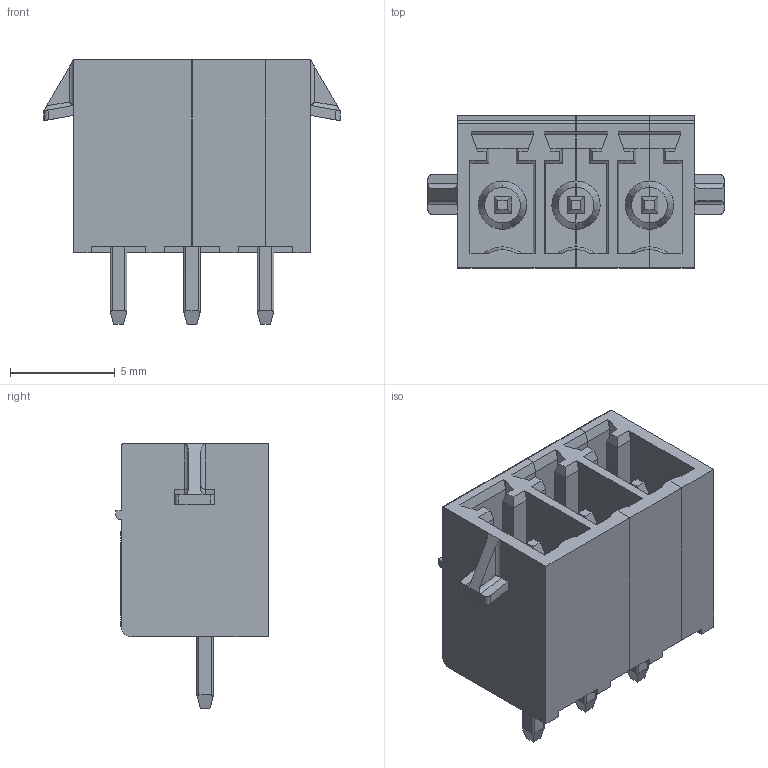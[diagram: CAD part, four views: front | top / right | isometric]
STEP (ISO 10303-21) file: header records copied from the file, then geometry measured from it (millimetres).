
FILE_DESCRIPTION(('STEP AP214'),'1');
FILE_NAME('cctmp_FFF4DF86-5218-46D3-954E-443F21C4DD18_2022_04_21_12_25_03_0018_9780..stp','2022-04-21T12:25:03',('PHOENIX CONTACT Deutschland GmbH'),('CADClick - www.CADClick.com'),'Spatial InterOp 3D',' ','unknown authorization');
FILE_SCHEMA(('AUTOMOTIVE_DESIGN'));
Length unit declared in the file: millimetre
Products named in the file (7): cc_unnamed; 2022_04_21_12_25_02_0987; 2022_04_21_12_25_02_0955; 2022_04_21_12_25_02_0924; 2022_04_21_12_25_02_0893; 2022_04_21_12_25_02_0862; 2022_04_21_12_25_02_0830
Assembly tree (6 placements, depth 2):
  cc_unnamed
    2022_04_21_12_25_02_0987
    2022_04_21_12_25_02_0955
    2022_04_21_12_25_02_0924
    2022_04_21_12_25_02_0893
    2022_04_21_12_25_02_0862
    2022_04_21_12_25_02_0830
Bounding box: 14.1 x 7.25 x 12.6 mm (x, y, z)
Volume: 424.9 mm3; surface area: 1216.7 mm2
Topology: 6 solids, 6 shells, 488 faces, 1371 edges, 907 vertices
Faces by surface type: plane 415, cylinder 42, extrusion 19, cone 12
Entity records: 21957 total; most frequent: CARTESIAN_POINT 4168, ORIENTED_EDGE 2742, DIRECTION 2325, EDGE_CURVE 1371, VECTOR 1223, LINE 1204, VERTEX_POINT 907, STYLED_ITEM 734
